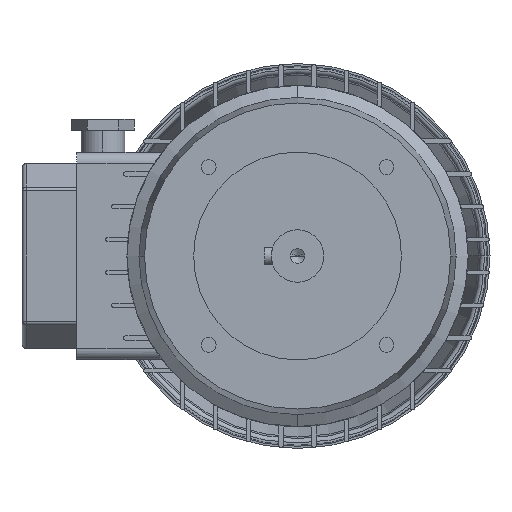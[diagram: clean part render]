
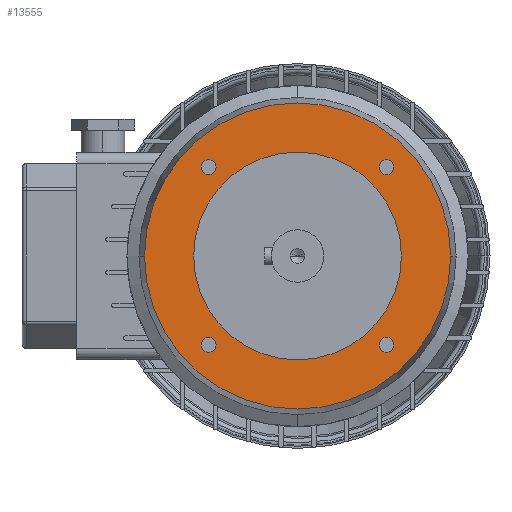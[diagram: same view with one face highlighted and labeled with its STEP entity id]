
A CAD part, left-side view. The second image highlights one B-rep face of the part: STEP entity #13555.
In plain terms, the highlighted face is planar.
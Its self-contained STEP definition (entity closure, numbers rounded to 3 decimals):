
#6981 = CARTESIAN_POINT ( 'NONE',  ( -40.659, 19.5, -37.259 ) ) ;
#6982 = DIRECTION ( 'NONE',  ( 0., 0., -1. ) ) ;
#6983 = DIRECTION ( 'NONE',  ( 0., -1., 0. ) ) ;
#6984 = CARTESIAN_POINT ( 'NONE',  ( -40.659, 19.5, -40.659 ) ) ;
#6985 = AXIS2_PLACEMENT_3D ( 'NONE', #6984, #6983, #6982 ) ;
#6986 = CIRCLE ( 'NONE', #6985, 3.4 ) ;
#6987 = CARTESIAN_POINT ( 'NONE',  ( -40.659, 19.5, -44.059 ) ) ;
#7056 = CARTESIAN_POINT ( 'NONE',  ( 40.659, 19.5, -37.259 ) ) ;
#7057 = CARTESIAN_POINT ( 'NONE',  ( 40.659, 19.5, -44.059 ) ) ;
#7099 = CARTESIAN_POINT ( 'NONE',  ( 40.659, 19.5, 44.059 ) ) ;
#7100 = DIRECTION ( 'NONE',  ( 0., 0., -1. ) ) ;
#7101 = DIRECTION ( 'NONE',  ( 0., -1., 0. ) ) ;
#7102 = CARTESIAN_POINT ( 'NONE',  ( 40.659, 19.5, 40.659 ) ) ;
#7103 = AXIS2_PLACEMENT_3D ( 'NONE', #7102, #7101, #7100 ) ;
#7104 = CIRCLE ( 'NONE', #7103, 3.4 ) ;
#7105 = CARTESIAN_POINT ( 'NONE',  ( 40.659, 19.5, 37.259 ) ) ;
#7165 = DIRECTION ( 'NONE',  ( 0., 0., -1. ) ) ;
#7166 = DIRECTION ( 'NONE',  ( 0., -1., 0. ) ) ;
#7167 = CARTESIAN_POINT ( 'NONE',  ( 40.659, 19.5, -40.659 ) ) ;
#7168 = AXIS2_PLACEMENT_3D ( 'NONE', #7167, #7166, #7165 ) ;
#7169 = CIRCLE ( 'NONE', #7168, 3.4 ) ;
#7170 = CARTESIAN_POINT ( 'NONE',  ( -40.659, 19.5, 44.059 ) ) ;
#7171 = DIRECTION ( 'NONE',  ( 0., 0., -1. ) ) ;
#7172 = DIRECTION ( 'NONE',  ( 0., -1., 0. ) ) ;
#7173 = CARTESIAN_POINT ( 'NONE',  ( -40.659, 19.5, 40.659 ) ) ;
#7174 = AXIS2_PLACEMENT_3D ( 'NONE', #7173, #7172, #7171 ) ;
#7175 = CIRCLE ( 'NONE', #7174, 3.4 ) ;
#7176 = CARTESIAN_POINT ( 'NONE',  ( -40.659, 19.5, 37.259 ) ) ;
#7185 = CARTESIAN_POINT ( 'NONE',  ( 0., 19.5, -47.5 ) ) ;
#7186 = CARTESIAN_POINT ( 'NONE',  ( 0., 19.5, 47.5 ) ) ;
#7187 = DIRECTION ( 'NONE',  ( 0., 0., 1. ) ) ;
#7188 = DIRECTION ( 'NONE',  ( 0., 1., 0. ) ) ;
#7189 = CARTESIAN_POINT ( 'NONE',  ( 0., 19.5, 0. ) ) ;
#7190 = AXIS2_PLACEMENT_3D ( 'NONE', #7189, #7188, #7187 ) ;
#7191 = CIRCLE ( 'NONE', #7190, 47.5 ) ;
#7389 = CARTESIAN_POINT ( 'NONE',  ( 0., 19.5, -70. ) ) ;
#7390 = CARTESIAN_POINT ( 'NONE',  ( 0., 19.5, 70. ) ) ;
#7391 = DIRECTION ( 'NONE',  ( 0., 0., 1. ) ) ;
#7392 = DIRECTION ( 'NONE',  ( 0., 1., 0. ) ) ;
#7393 = CARTESIAN_POINT ( 'NONE',  ( 0., 19.5, 0. ) ) ;
#7394 = AXIS2_PLACEMENT_3D ( 'NONE', #7393, #7392, #7391 ) ;
#7395 = CIRCLE ( 'NONE', #7394, 70. ) ;
#7396 = DIRECTION ( 'NONE',  ( 0., 0., -1. ) ) ;
#7397 = DIRECTION ( 'NONE',  ( 0., -1., 0. ) ) ;
#7398 = CARTESIAN_POINT ( 'NONE',  ( 40.659, 19.5, 40.659 ) ) ;
#7399 = AXIS2_PLACEMENT_3D ( 'NONE', #7398, #7397, #7396 ) ;
#7400 = CIRCLE ( 'NONE', #7399, 3.4 ) ;
#7401 = DIRECTION ( 'NONE',  ( 0., 0., -1. ) ) ;
#7402 = DIRECTION ( 'NONE',  ( 0., -1., 0. ) ) ;
#7403 = CARTESIAN_POINT ( 'NONE',  ( -40.659, 19.5, 40.659 ) ) ;
#7404 = AXIS2_PLACEMENT_3D ( 'NONE', #7403, #7402, #7401 ) ;
#7405 = CIRCLE ( 'NONE', #7404, 3.4 ) ;
#7406 = DIRECTION ( 'NONE',  ( 0., 0., -1. ) ) ;
#7407 = DIRECTION ( 'NONE',  ( 0., -1., 0. ) ) ;
#7408 = AXIS2_PLACEMENT_3D ( 'NONE', #7413, #7407, #7406 ) ;
#7409 = CIRCLE ( 'NONE', #7408, 3.4 ) ;
#7413 = CARTESIAN_POINT ( 'NONE',  ( -40.659, 19.5, -40.659 ) ) ;
#7440 = DIRECTION ( 'NONE',  ( 0., 0., -1. ) ) ;
#7441 = DIRECTION ( 'NONE',  ( 0., -1., 0. ) ) ;
#7442 = AXIS2_PLACEMENT_3D ( 'NONE', #7447, #7441, #7440 ) ;
#7443 = CIRCLE ( 'NONE', #7442, 3.4 ) ;
#7444 = DIRECTION ( 'NONE',  ( 0., 0., -1. ) ) ;
#7445 = DIRECTION ( 'NONE',  ( 0., -1., 0. ) ) ;
#7446 = CARTESIAN_POINT ( 'NONE',  ( 0., 19.5, -47.5 ) ) ;
#7447 = CARTESIAN_POINT ( 'NONE',  ( 40.659, 19.5, -40.659 ) ) ;
#7448 = AXIS2_PLACEMENT_3D ( 'NONE', #7446, #7445, #7444 ) ;
#7449 = PLANE ( 'NONE',  #7448 ) ;
#7450 = FACE_OUTER_BOUND ( 'NONE', #13549, .T. ) ;
#7451 = FACE_BOUND ( 'NONE', #13547, .T. ) ;
#7452 = FACE_BOUND ( 'NONE', #13543, .T. ) ;
#7453 = FACE_BOUND ( 'NONE', #13539, .T. ) ;
#7454 = FACE_BOUND ( 'NONE', #13560, .T. ) ;
#7455 = FACE_BOUND ( 'NONE', #13556, .T. ) ;
#7456 = DIRECTION ( 'NONE',  ( 0., 0., 1. ) ) ;
#7457 = DIRECTION ( 'NONE',  ( 0., 1., 0. ) ) ;
#7458 = CARTESIAN_POINT ( 'NONE',  ( 0., 19.5, 0. ) ) ;
#7459 = AXIS2_PLACEMENT_3D ( 'NONE', #7458, #7457, #7456 ) ;
#7460 = CIRCLE ( 'NONE', #7459, 70. ) ;
#7558 = DIRECTION ( 'NONE',  ( 0., 0., 1. ) ) ;
#7559 = DIRECTION ( 'NONE',  ( 0., 1., 0. ) ) ;
#7560 = CARTESIAN_POINT ( 'NONE',  ( 0., 19.5, 0. ) ) ;
#7561 = AXIS2_PLACEMENT_3D ( 'NONE', #7560, #7559, #7558 ) ;
#7563 = CIRCLE ( 'NONE', #7561, 47.5 ) ;
#13374 = VERTEX_POINT ( 'NONE', #6987 ) ;
#13376 = EDGE_CURVE ( 'NONE', #13377, #13374, #6986, .T. ) ;
#13377 = VERTEX_POINT ( 'NONE', #6981 ) ;
#13392 = VERTEX_POINT ( 'NONE', #7057 ) ;
#13394 = VERTEX_POINT ( 'NONE', #7056 ) ;
#13424 = VERTEX_POINT ( 'NONE', #7105 ) ;
#13426 = EDGE_CURVE ( 'NONE', #13427, #13424, #7104, .T. ) ;
#13427 = VERTEX_POINT ( 'NONE', #7099 ) ;
#13441 = VERTEX_POINT ( 'NONE', #7176 ) ;
#13443 = EDGE_CURVE ( 'NONE', #13444, #13441, #7175, .T. ) ;
#13444 = VERTEX_POINT ( 'NONE', #7170 ) ;
#13446 = EDGE_CURVE ( 'NONE', #13394, #13392, #7169, .T. ) ;
#13453 = EDGE_CURVE ( 'NONE', #13454, #13455, #7191, .T. ) ;
#13454 = VERTEX_POINT ( 'NONE', #7186 ) ;
#13455 = VERTEX_POINT ( 'NONE', #7185 ) ;
#13520 = EDGE_CURVE ( 'NONE', #13521, #13522, #7395, .T. ) ;
#13521 = VERTEX_POINT ( 'NONE', #7390 ) ;
#13522 = VERTEX_POINT ( 'NONE', #7389 ) ;
#13537 = ORIENTED_EDGE ( 'NONE', *, *, #13538, .T. ) ;
#13538 = EDGE_CURVE ( 'NONE', #13374, #13377, #7409, .T. ) ;
#13539 = EDGE_LOOP ( 'NONE', ( #13540, #13541 ) ) ;
#13540 = ORIENTED_EDGE ( 'NONE', *, *, #13443, .T. ) ;
#13541 = ORIENTED_EDGE ( 'NONE', *, *, #13542, .T. ) ;
#13542 = EDGE_CURVE ( 'NONE', #13441, #13444, #7405, .T. ) ;
#13543 = EDGE_LOOP ( 'NONE', ( #13544, #13545 ) ) ;
#13544 = ORIENTED_EDGE ( 'NONE', *, *, #13426, .T. ) ;
#13545 = ORIENTED_EDGE ( 'NONE', *, *, #13546, .T. ) ;
#13546 = EDGE_CURVE ( 'NONE', #13424, #13427, #7400, .T. ) ;
#13547 = EDGE_LOOP ( 'NONE', ( #13548, #13603 ) ) ;
#13548 = ORIENTED_EDGE ( 'NONE', *, *, #13453, .F. ) ;
#13549 = EDGE_LOOP ( 'NONE', ( #13605, #13606 ) ) ;
#13552 = EDGE_CURVE ( 'NONE', #13522, #13521, #7460, .T. ) ;
#13555 = ADVANCED_FACE ( 'NONE', ( #7455, #7454, #7453, #7452, #7451, #7450 ), #7449, .F. ) ;
#13556 = EDGE_LOOP ( 'NONE', ( #13557, #13558 ) ) ;
#13557 = ORIENTED_EDGE ( 'NONE', *, *, #13446, .T. ) ;
#13558 = ORIENTED_EDGE ( 'NONE', *, *, #13559, .T. ) ;
#13559 = EDGE_CURVE ( 'NONE', #13392, #13394, #7443, .T. ) ;
#13560 = EDGE_LOOP ( 'NONE', ( #13561, #13537 ) ) ;
#13561 = ORIENTED_EDGE ( 'NONE', *, *, #13376, .T. ) ;
#13603 = ORIENTED_EDGE ( 'NONE', *, *, #13604, .F. ) ;
#13604 = EDGE_CURVE ( 'NONE', #13455, #13454, #7563, .T. ) ;
#13605 = ORIENTED_EDGE ( 'NONE', *, *, #13552, .T. ) ;
#13606 = ORIENTED_EDGE ( 'NONE', *, *, #13520, .T. ) ;
